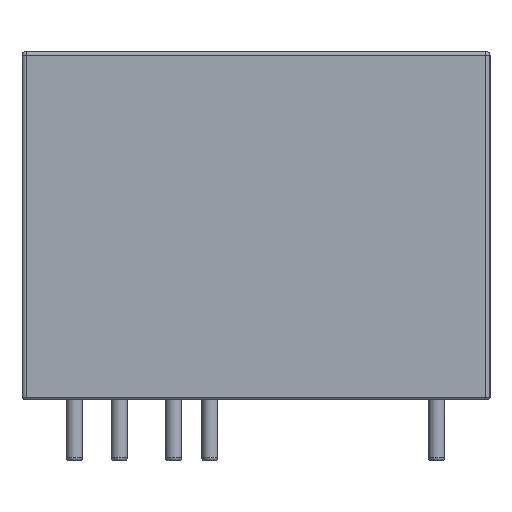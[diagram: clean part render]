
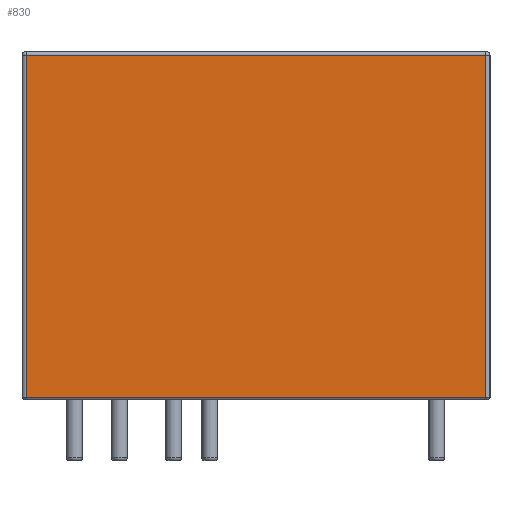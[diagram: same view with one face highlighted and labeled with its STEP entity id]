
A CAD part, left-side view. The second image highlights one B-rep face of the part: STEP entity #830.
In plain terms, the highlighted planar face has unit normal (-1, 0, 0).
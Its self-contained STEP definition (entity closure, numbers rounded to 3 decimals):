
#514 = EDGE_CURVE('',#515,#517,#519,.T.);
#515 = VERTEX_POINT('',#516);
#516 = CARTESIAN_POINT('',(-3.45,11.35,0.225));
#517 = VERTEX_POINT('',#518);
#518 = CARTESIAN_POINT('',(-3.45,11.35,21.35));
#519 = LINE('',#520,#521);
#520 = CARTESIAN_POINT('',(-3.45,11.35,0.1));
#521 = VECTOR('',#522,1.);
#522 = DIRECTION('',(0.,0.,1.));
#566 = VERTEX_POINT('',#567);
#567 = CARTESIAN_POINT('',(-3.45,-17.05,0.225));
#574 = EDGE_CURVE('',#566,#515,#575,.T.);
#575 = LINE('',#576,#577);
#576 = CARTESIAN_POINT('',(-3.45,-17.05,0.225));
#577 = VECTOR('',#578,1.);
#578 = DIRECTION('',(0.,1.,0.));
#752 = VERTEX_POINT('',#753);
#753 = CARTESIAN_POINT('',(-3.45,-17.05,21.35));
#768 = EDGE_CURVE('',#752,#517,#769,.T.);
#769 = LINE('',#770,#771);
#770 = CARTESIAN_POINT('',(-3.45,-17.05,21.35));
#771 = VECTOR('',#772,1.);
#772 = DIRECTION('',(0.,1.,0.));
#802 = EDGE_CURVE('',#566,#752,#803,.T.);
#803 = LINE('',#804,#805);
#804 = CARTESIAN_POINT('',(-3.45,-17.05,0.1));
#805 = VECTOR('',#806,1.);
#806 = DIRECTION('',(0.,0.,1.));
#830 = ADVANCED_FACE('',(#831),#837,.T.);
#831 = FACE_BOUND('',#832,.T.);
#832 = EDGE_LOOP('',(#833,#834,#835,#836));
#833 = ORIENTED_EDGE('',*,*,#514,.F.);
#834 = ORIENTED_EDGE('',*,*,#574,.F.);
#835 = ORIENTED_EDGE('',*,*,#802,.T.);
#836 = ORIENTED_EDGE('',*,*,#768,.T.);
#837 = PLANE('',#838);
#838 = AXIS2_PLACEMENT_3D('',#839,#840,#841);
#839 = CARTESIAN_POINT('',(-3.45,-17.3,0.1));
#840 = DIRECTION('',(-1.,0.,0.));
#841 = DIRECTION('',(0.,1.,0.));
